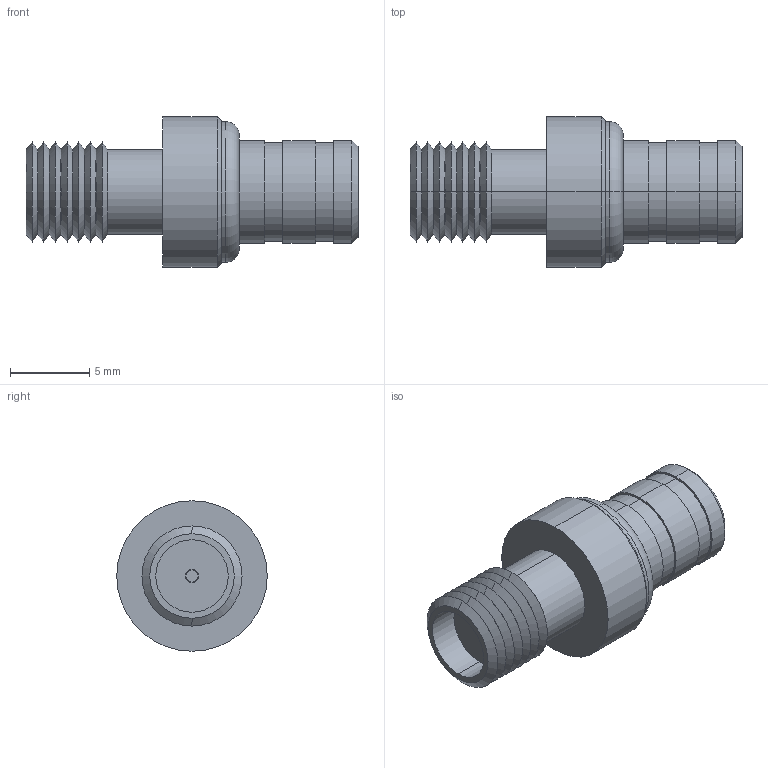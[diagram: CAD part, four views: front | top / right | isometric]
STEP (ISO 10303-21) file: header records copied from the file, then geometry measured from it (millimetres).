
FILE_DESCRIPTION (( 'STEP AP203' ), '1' );
FILE_NAME ('AXA-SMBPSF.STEP', '2010-09-15T20:22:32', ( 'x' ), ( 'Microsoft' ), 'SwSTEP 2.0', 'SolidWorks 2010', '' );
FILE_SCHEMA (( 'CONFIG_CONTROL_DESIGN' ));
Length unit declared in the file: inch
Products named in the file (1): AXA-SMBPSF
Bounding box: 20.95 x 9.5 x 9.5 mm (x, y, z)
Volume: 655.3 mm3; surface area: 1120.9 mm2
Topology: 1 solids, 1 shells, 128 faces, 272 edges, 166 vertices
Faces by surface type: cylinder 54, cone 38, plane 34, torus 2
Entity records: 3537 total; most frequent: DIRECTION 656, CARTESIAN_POINT 603, ORIENTED_EDGE 544, EDGE_CURVE 272, AXIS2_PLACEMENT_3D 267, VERTEX_POINT 166, EDGE_LOOP 148, CIRCLE 138
